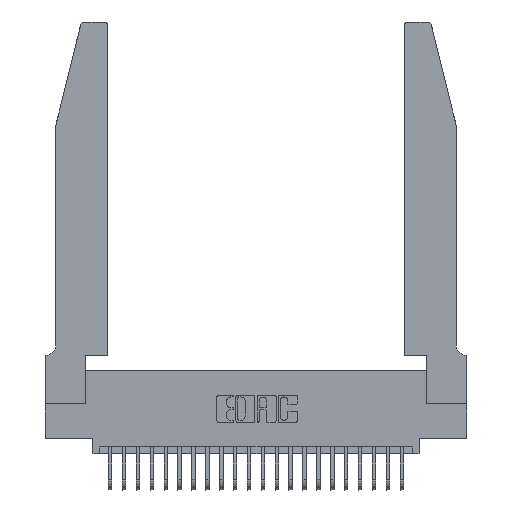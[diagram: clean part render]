
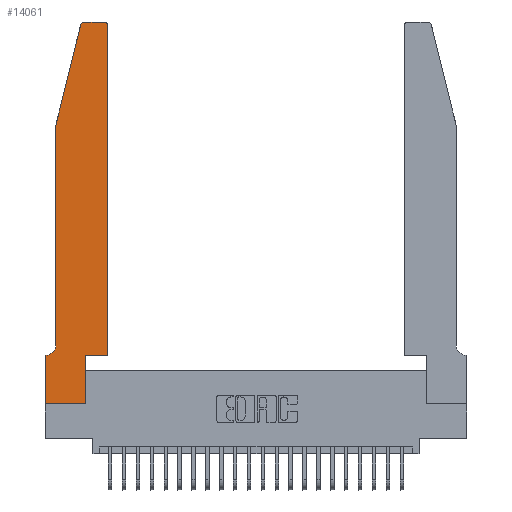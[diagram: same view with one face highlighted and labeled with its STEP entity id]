
A CAD part, top view. The second image highlights one B-rep face of the part: STEP entity #14061.
In plain terms, the highlighted planar face has unit normal (0, 0, 1).
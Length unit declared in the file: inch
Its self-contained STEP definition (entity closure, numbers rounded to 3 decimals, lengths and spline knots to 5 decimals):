
#253 = ORIENTED_EDGE ( 'NONE', *, *, #19966, .T. ) ;
#394 = ORIENTED_EDGE ( 'NONE', *, *, #13716, .T. ) ;
#755 = DIRECTION ( 'NONE',  ( -1., 0., 0. ) ) ;
#774 = LINE ( 'NONE', #5814, #14223 ) ;
#800 = DIRECTION ( 'NONE',  ( -1., 0., 0. ) ) ;
#936 = VERTEX_POINT ( 'NONE', #1611 ) ;
#941 = EDGE_LOOP ( 'NONE', ( #18367, #19346, #22055, #5424, #394, #1540, #12693, #15953, #25425, #253, #23504, #18231 ) ) ;
#1088 = LINE ( 'NONE', #12689, #7797 ) ;
#1212 = DIRECTION ( 'NONE',  ( 1., 0., 0. ) ) ;
#1224 = DIRECTION ( 'NONE',  ( 0., 1., 0. ) ) ;
#1474 = PLANE ( 'NONE',  #25855 ) ;
#1540 = ORIENTED_EDGE ( 'NONE', *, *, #22062, .T. ) ;
#1600 = VECTOR ( 'NONE', #8846, 39.37008 ) ;
#1611 = CARTESIAN_POINT ( 'NONE',  ( 0.4505, 0.35, 0.37 ) ) ;
#2166 = CARTESIAN_POINT ( 'NONE',  ( 0.25487, 2.72718, 0.37 ) ) ;
#2286 = AXIS2_PLACEMENT_3D ( 'NONE', #16848, #6637, #4597 ) ;
#3006 = VERTEX_POINT ( 'NONE', #17942 ) ;
#3162 = DIRECTION ( 'NONE',  ( 0., 0., 1. ) ) ;
#4246 = FACE_OUTER_BOUND ( 'NONE', #941, .T. ) ;
#4597 = DIRECTION ( 'NONE',  ( 1., 0., 0. ) ) ;
#4851 = CARTESIAN_POINT ( 'NONE',  ( 0.4505, 0.35, 0.37 ) ) ;
#4970 = CARTESIAN_POINT ( 'NONE',  ( 0.0755, 0.35, 0.37 ) ) ;
#5061 = CARTESIAN_POINT ( 'NONE',  ( 0.0755, 2., 0.37 ) ) ;
#5424 = ORIENTED_EDGE ( 'NONE', *, *, #15489, .T. ) ;
#5814 = CARTESIAN_POINT ( 'NONE',  ( 0.0755, 2., 0.37 ) ) ;
#6498 = VERTEX_POINT ( 'NONE', #21524 ) ;
#6637 = DIRECTION ( 'NONE',  ( 0., 0., 1. ) ) ;
#7065 = VERTEX_POINT ( 'NONE', #19671 ) ;
#7106 = CARTESIAN_POINT ( 'NONE',  ( 0.2865, 0.35, 0.37 ) ) ;
#7127 = LINE ( 'NONE', #4851, #1600 ) ;
#7197 = LINE ( 'NONE', #17773, #26435 ) ;
#7797 = VECTOR ( 'NONE', #800, 39.37008 ) ;
#8846 = DIRECTION ( 'NONE',  ( 1., 0., 0. ) ) ;
#9251 = VERTEX_POINT ( 'NONE', #24587 ) ;
#9480 = VERTEX_POINT ( 'NONE', #25634 ) ;
#9534 = DIRECTION ( 'NONE',  ( 0., 0., -1. ) ) ;
#9912 = DIRECTION ( 'NONE',  ( -0.239, -0.971, 0. ) ) ;
#10011 = CIRCLE ( 'NONE', #13838, 0.07 ) ;
#10124 = EDGE_CURVE ( 'NONE', #7065, #9251, #19448, .T. ) ;
#10433 = LINE ( 'NONE', #4970, #16839 ) ;
#10562 = CARTESIAN_POINT ( 'NONE',  ( 0.0055, 0.35, 0.37 ) ) ;
#11062 = CIRCLE ( 'NONE', #2286, 0.03 ) ;
#11297 = DIRECTION ( 'NONE',  ( 1., 0., 0. ) ) ;
#11482 = CARTESIAN_POINT ( 'NONE',  ( 0.4205, 2.72, 0.37 ) ) ;
#12528 = EDGE_CURVE ( 'NONE', #21095, #18792, #7197, .T. ) ;
#12689 = CARTESIAN_POINT ( 'NONE',  ( 0.2605, 2.75, 0.37 ) ) ;
#12693 = ORIENTED_EDGE ( 'NONE', *, *, #12528, .T. ) ;
#13188 = CARTESIAN_POINT ( 'NONE',  ( 0., 0., 0.37 ) ) ;
#13335 = CARTESIAN_POINT ( 'NONE',  ( 0., 0.35, 0.37 ) ) ;
#13716 = EDGE_CURVE ( 'NONE', #26139, #19788, #10011, .T. ) ;
#13820 = CARTESIAN_POINT ( 'NONE',  ( 0.4505, 0.35, 0.37 ) ) ;
#13838 = AXIS2_PLACEMENT_3D ( 'NONE', #21817, #9534, #15358 ) ;
#14061 = ADVANCED_FACE ( 'NONE', ( #4246 ), #1474, .T. ) ;
#14223 = VECTOR ( 'NONE', #9912, 39.37008 ) ;
#14268 = VECTOR ( 'NONE', #1224, 39.37008 ) ;
#14519 = LINE ( 'NONE', #7106, #19327 ) ;
#15358 = DIRECTION ( 'NONE',  ( -1., 0., 0. ) ) ;
#15489 = EDGE_CURVE ( 'NONE', #26525, #26139, #25212, .T. ) ;
#15538 = VECTOR ( 'NONE', #21256, 39.37008 ) ;
#15812 = EDGE_CURVE ( 'NONE', #936, #7065, #17149, .T. ) ;
#15953 = ORIENTED_EDGE ( 'NONE', *, *, #16240, .T. ) ;
#16240 = EDGE_CURVE ( 'NONE', #18792, #3006, #24541, .T. ) ;
#16839 = VECTOR ( 'NONE', #755, 39.37008 ) ;
#16848 = CARTESIAN_POINT ( 'NONE',  ( 0.284, 2.72, 0.37 ) ) ;
#16990 = AXIS2_PLACEMENT_3D ( 'NONE', #11482, #23599, #1212 ) ;
#17149 = LINE ( 'NONE', #13820, #14268 ) ;
#17773 = CARTESIAN_POINT ( 'NONE',  ( 0., 0., 0.37 ) ) ;
#17942 = CARTESIAN_POINT ( 'NONE',  ( 0.2865, 0., 0.37 ) ) ;
#18231 = ORIENTED_EDGE ( 'NONE', *, *, #10124, .T. ) ;
#18367 = ORIENTED_EDGE ( 'NONE', *, *, #23267, .T. ) ;
#18792 = VERTEX_POINT ( 'NONE', #25718 ) ;
#18920 = CARTESIAN_POINT ( 'NONE',  ( 0.0755, 0.42, 0.37 ) ) ;
#19327 = VECTOR ( 'NONE', #19635, 39.37008 ) ;
#19346 = ORIENTED_EDGE ( 'NONE', *, *, #22516, .T. ) ;
#19448 = CIRCLE ( 'NONE', #16990, 0.03 ) ;
#19635 = DIRECTION ( 'NONE',  ( 0., 1., 0. ) ) ;
#19671 = CARTESIAN_POINT ( 'NONE',  ( 0.4505, 2.72, 0.37 ) ) ;
#19788 = VERTEX_POINT ( 'NONE', #10562 ) ;
#19833 = DIRECTION ( 'NONE',  ( 0., -1., 0. ) ) ;
#19966 = EDGE_CURVE ( 'NONE', #6498, #936, #7127, .T. ) ;
#20285 = CARTESIAN_POINT ( 'NONE',  ( 0.0755, 2., 0.37 ) ) ;
#20298 = VERTEX_POINT ( 'NONE', #2166 ) ;
#21095 = VERTEX_POINT ( 'NONE', #22796 ) ;
#21256 = DIRECTION ( 'NONE',  ( 1., 0., 0. ) ) ;
#21442 = DIRECTION ( 'NONE',  ( 0., -1., 0. ) ) ;
#21524 = CARTESIAN_POINT ( 'NONE',  ( 0.2865, 0.35, 0.37 ) ) ;
#21817 = CARTESIAN_POINT ( 'NONE',  ( 0.0055, 0.42, 0.37 ) ) ;
#22055 = ORIENTED_EDGE ( 'NONE', *, *, #23603, .T. ) ;
#22062 = EDGE_CURVE ( 'NONE', #19788, #21095, #10433, .T. ) ;
#22516 = EDGE_CURVE ( 'NONE', #9480, #20298, #11062, .T. ) ;
#22796 = CARTESIAN_POINT ( 'NONE',  ( 0., 0.35, 0.37 ) ) ;
#23267 = EDGE_CURVE ( 'NONE', #9251, #9480, #1088, .T. ) ;
#23504 = ORIENTED_EDGE ( 'NONE', *, *, #15812, .T. ) ;
#23599 = DIRECTION ( 'NONE',  ( 0., 0., 1. ) ) ;
#23603 = EDGE_CURVE ( 'NONE', #20298, #26525, #774, .T. ) ;
#24025 = EDGE_CURVE ( 'NONE', #3006, #6498, #14519, .T. ) ;
#24541 = LINE ( 'NONE', #13188, #15538 ) ;
#24586 = VECTOR ( 'NONE', #21442, 39.37008 ) ;
#24587 = CARTESIAN_POINT ( 'NONE',  ( 0.4205, 2.75, 0.37 ) ) ;
#25212 = LINE ( 'NONE', #5061, #24586 ) ;
#25425 = ORIENTED_EDGE ( 'NONE', *, *, #24025, .T. ) ;
#25634 = CARTESIAN_POINT ( 'NONE',  ( 0.284, 2.75, 0.37 ) ) ;
#25718 = CARTESIAN_POINT ( 'NONE',  ( 0., 0., 0.37 ) ) ;
#25855 = AXIS2_PLACEMENT_3D ( 'NONE', #13335, #3162, #11297 ) ;
#26139 = VERTEX_POINT ( 'NONE', #18920 ) ;
#26435 = VECTOR ( 'NONE', #19833, 39.37008 ) ;
#26525 = VERTEX_POINT ( 'NONE', #20285 ) ;
